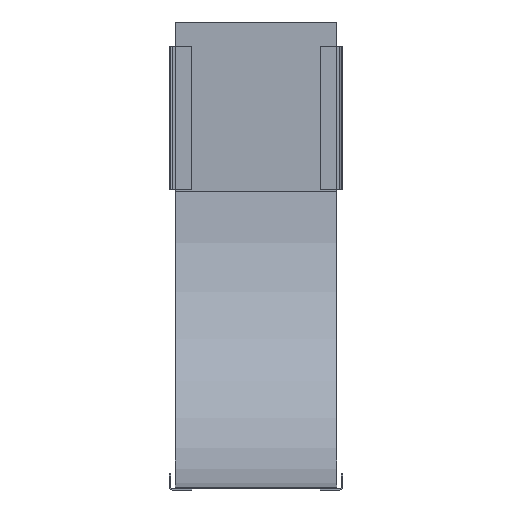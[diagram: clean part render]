
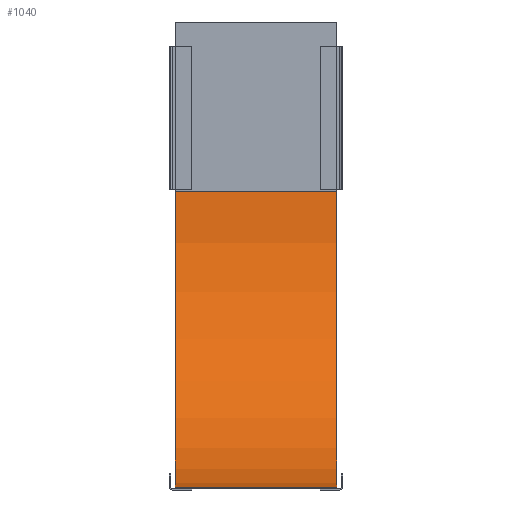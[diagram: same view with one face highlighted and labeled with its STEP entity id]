
A CAD part, front view. The second image highlights one B-rep face of the part: STEP entity #1040.
In plain terms, the highlighted cylindrical face has radius 183.75 mm (diameter 367.5 mm), a partial arc.
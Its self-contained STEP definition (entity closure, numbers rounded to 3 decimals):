
#100=CARTESIAN_POINT('',(100.,273.75,183.75));
#110=VERTEX_POINT('',#100);
#160=CARTESIAN_POINT('',(0.,273.75,183.75));
#170=DIRECTION('',(-1.,0.,0.));
#180=VECTOR('',#170,1.);
#190=LINE('',#160,#180);
#200=CARTESIAN_POINT('',(0.,273.75,183.75));
#210=VERTEX_POINT('',#200);
#220=EDGE_CURVE('',#110,#210,#190,.T.);
#520=CARTESIAN_POINT('',(100.,90.,0.));
#530=VERTEX_POINT('',#520);
#680=CARTESIAN_POINT('',(0.,90.,0.));
#690=VERTEX_POINT('',#680);
#720=CARTESIAN_POINT('',(0.,90.,0.));
#730=DIRECTION('',(-1.,0.,0.));
#740=VECTOR('',#730,1.);
#750=LINE('',#720,#740);
#760=EDGE_CURVE('',#530,#690,#750,.T.);
#810=CARTESIAN_POINT('',(0.,90.,183.75));
#820=DIRECTION('',(-1.,0.,0.));
#830=DIRECTION('',(0.,1.,0.));
#840=AXIS2_PLACEMENT_3D('',#810,#820,#830);
#850=CYLINDRICAL_SURFACE('',#840,183.75);
#860=CARTESIAN_POINT('',(100.,90.,183.75));
#870=DIRECTION('',(-1.,0.,0.));
#880=DIRECTION('',(0.,1.,0.));
#890=AXIS2_PLACEMENT_3D('',#860,#870,#880);
#900=CIRCLE('',#890,183.75);
#910=EDGE_CURVE('',#110,#530,#900,.T.);
#920=ORIENTED_EDGE('',*,*,#910,.F.);
#930=ORIENTED_EDGE('',*,*,#760,.F.);
#940=CARTESIAN_POINT('',(0.,90.,183.75));
#950=DIRECTION('',(-1.,0.,0.));
#960=DIRECTION('',(0.,1.,0.));
#970=AXIS2_PLACEMENT_3D('',#940,#950,#960);
#980=CIRCLE('',#970,183.75);
#990=EDGE_CURVE('',#210,#690,#980,.T.);
#1000=ORIENTED_EDGE('',*,*,#990,.T.);
#1010=ORIENTED_EDGE('',*,*,#220,.T.);
#1020=EDGE_LOOP('',(#1010,#1000,#930,#920));
#1030=FACE_OUTER_BOUND('',#1020,.T.);
#1040=ADVANCED_FACE('',(#1030),#850,.F.);
